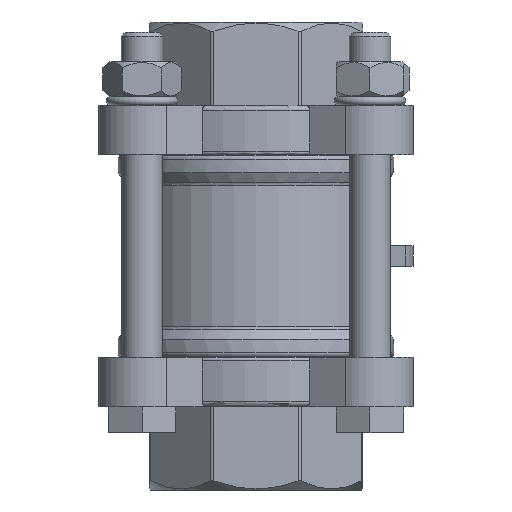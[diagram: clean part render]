
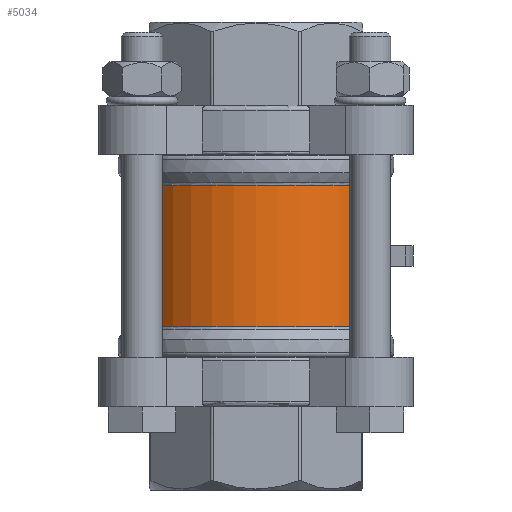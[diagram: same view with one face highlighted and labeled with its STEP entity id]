
A CAD part, front view. The second image highlights one B-rep face of the part: STEP entity #5034.
In plain terms, the highlighted cylindrical face has radius 25.25 mm (diameter 50.5 mm), a partial arc.
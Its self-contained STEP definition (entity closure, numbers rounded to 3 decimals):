
#67=ELLIPSE('',#5383,37.268,25.25);
#68=ELLIPSE('',#5385,37.268,25.25);
#71=ELLIPSE('',#5391,34.33,25.25);
#72=ELLIPSE('',#5393,34.33,25.25);
#75=ELLIPSE('',#5398,37.268,25.25);
#76=ELLIPSE('',#5400,37.268,25.25);
#79=ELLIPSE('',#5407,34.33,25.25);
#80=ELLIPSE('',#5409,34.33,25.25);
#93=CYLINDRICAL_SURFACE('',#5415,25.25);
#204=CIRCLE('',#5414,25.25);
#205=CIRCLE('',#5416,25.25);
#206=CIRCLE('',#5417,25.25);
#207=CIRCLE('',#5418,25.25);
#371=B_SPLINE_CURVE_WITH_KNOTS('',3,(#7570,#7571,#7572,#7573),
 .UNSPECIFIED.,.F.,.F.,(4,4),(0.006,0.017),
 .UNSPECIFIED.);
#372=B_SPLINE_CURVE_WITH_KNOTS('',3,(#7582,#7583,#7584,#7585,#7586),
 .UNSPECIFIED.,.F.,.F.,(4,1,4),(0.029,0.035,0.04),
 .UNSPECIFIED.);
#373=B_SPLINE_CURVE_WITH_KNOTS('',3,(#7595,#7596,#7597,#7598,#7599,#7600,
#7601),.UNSPECIFIED.,.F.,.F.,(4,1,1,1,4),(0.076,0.078,
0.081,0.084,0.087),.UNSPECIFIED.);
#374=B_SPLINE_CURVE_WITH_KNOTS('',3,(#7610,#7611,#7612,#7613,#7614),
 .UNSPECIFIED.,.F.,.F.,(4,1,4),(0.053,0.058,0.063),
 .UNSPECIFIED.);
#770=ORIENTED_EDGE('',*,*,#2176,.T.);
#771=ORIENTED_EDGE('',*,*,#2134,.T.);
#772=ORIENTED_EDGE('',*,*,#2120,.F.);
#773=ORIENTED_EDGE('',*,*,#2145,.T.);
#774=ORIENTED_EDGE('',*,*,#2147,.T.);
#775=ORIENTED_EDGE('',*,*,#2142,.T.);
#776=ORIENTED_EDGE('',*,*,#2124,.F.);
#777=ORIENTED_EDGE('',*,*,#2153,.T.);
#778=ORIENTED_EDGE('',*,*,#2177,.F.);
#779=ORIENTED_EDGE('',*,*,#2156,.T.);
#780=ORIENTED_EDGE('',*,*,#2116,.F.);
#781=ORIENTED_EDGE('',*,*,#2173,.T.);
#782=ORIENTED_EDGE('',*,*,#2169,.T.);
#783=ORIENTED_EDGE('',*,*,#2178,.F.);
#784=ORIENTED_EDGE('',*,*,#2179,.F.);
#785=ORIENTED_EDGE('',*,*,#2180,.T.);
#786=ORIENTED_EDGE('',*,*,#2165,.T.);
#787=ORIENTED_EDGE('',*,*,#2171,.T.);
#788=ORIENTED_EDGE('',*,*,#2112,.F.);
#789=ORIENTED_EDGE('',*,*,#2131,.T.);
#2112=EDGE_CURVE('',#2820,#2821,#371,.T.);
#2116=EDGE_CURVE('',#2824,#2825,#372,.T.);
#2120=EDGE_CURVE('',#2828,#2829,#373,.T.);
#2124=EDGE_CURVE('',#2832,#2833,#374,.T.);
#2131=EDGE_CURVE('',#2820,#2838,#67,.T.);
#2134=EDGE_CURVE('',#2841,#2829,#68,.T.);
#2142=EDGE_CURVE('',#2844,#2833,#71,.T.);
#2145=EDGE_CURVE('',#2828,#2847,#72,.T.);
#2147=EDGE_CURVE('',#2847,#2844,#3335,.T.);
#2153=EDGE_CURVE('',#2832,#2852,#75,.T.);
#2156=EDGE_CURVE('',#2855,#2825,#76,.T.);
#2165=EDGE_CURVE('',#2862,#2861,#3344,.F.);
#2169=EDGE_CURVE('',#2858,#2865,#3348,.F.);
#2171=EDGE_CURVE('',#2861,#2821,#79,.T.);
#2173=EDGE_CURVE('',#2824,#2858,#80,.T.);
#2176=EDGE_CURVE('',#2838,#2841,#204,.T.);
#2177=EDGE_CURVE('',#2855,#2852,#205,.T.);
#2178=EDGE_CURVE('',#2866,#2865,#206,.T.);
#2179=EDGE_CURVE('',#2867,#2866,#3351,.T.);
#2180=EDGE_CURVE('',#2867,#2862,#207,.T.);
#2820=VERTEX_POINT('',#7569);
#2821=VERTEX_POINT('',#7574);
#2824=VERTEX_POINT('',#7581);
#2825=VERTEX_POINT('',#7587);
#2828=VERTEX_POINT('',#7594);
#2829=VERTEX_POINT('',#7602);
#2832=VERTEX_POINT('',#7609);
#2833=VERTEX_POINT('',#7615);
#2838=VERTEX_POINT('',#7630);
#2841=VERTEX_POINT('',#7638);
#2844=VERTEX_POINT('',#7652);
#2847=VERTEX_POINT('',#7660);
#2852=VERTEX_POINT('',#7678);
#2855=VERTEX_POINT('',#7686);
#2858=VERTEX_POINT('',#7700);
#2861=VERTEX_POINT('',#7705);
#2862=VERTEX_POINT('',#7707);
#2865=VERTEX_POINT('',#7713);
#2866=VERTEX_POINT('',#7729);
#2867=VERTEX_POINT('',#7731);
#3335=LINE('',#7664,#3712);
#3344=LINE('',#7706,#3721);
#3348=LINE('',#7714,#3725);
#3351=LINE('',#7730,#3728);
#3712=VECTOR('',#6118,1000.);
#3721=VECTOR('',#6149,1000.);
#3725=VECTOR('',#6153,1000.);
#3728=VECTOR('',#6180,1000.);
#4030=EDGE_LOOP('',(#770,#771,#772,#773,#774,#775,#776,#777,#778,#779,#780,
#781,#782,#783,#784,#785,#786,#787,#788,#789));
#4443=FACE_BOUND('',#4030,.T.);
#5034=ADVANCED_FACE('',(#4443),#93,.T.);
#5383=AXIS2_PLACEMENT_3D('',#7631,#6086,#6087);
#5385=AXIS2_PLACEMENT_3D('',#7637,#6092,#6093);
#5391=AXIS2_PLACEMENT_3D('',#7655,#6107,#6108);
#5393=AXIS2_PLACEMENT_3D('',#7661,#6113,#6114);
#5398=AXIS2_PLACEMENT_3D('',#7679,#6127,#6128);
#5400=AXIS2_PLACEMENT_3D('',#7685,#6133,#6134);
#5407=AXIS2_PLACEMENT_3D('',#7717,#6157,#6158);
#5409=AXIS2_PLACEMENT_3D('',#7720,#6162,#6163);
#5414=AXIS2_PLACEMENT_3D('',#7725,#6172,#6173);
#5415=AXIS2_PLACEMENT_3D('',#7726,#6174,#6175);
#5416=AXIS2_PLACEMENT_3D('',#7727,#6176,#6177);
#5417=AXIS2_PLACEMENT_3D('',#7728,#6178,#6179);
#5418=AXIS2_PLACEMENT_3D('',#7732,#6181,#6182);
#6086=DIRECTION('',(0.736,0.,0.678));
#6087=DIRECTION('',(0.678,0.,-0.736));
#6092=DIRECTION('',(-0.736,0.,0.678));
#6093=DIRECTION('',(-0.678,0.,-0.736));
#6107=DIRECTION('',(-0.678,0.,-0.736));
#6108=DIRECTION('',(0.736,0.,-0.678));
#6113=DIRECTION('',(-0.678,0.,0.736));
#6114=DIRECTION('',(-0.736,0.,-0.678));
#6118=DIRECTION('',(0.,0.,-1.));
#6127=DIRECTION('',(-0.736,0.,-0.678));
#6128=DIRECTION('',(0.678,0.,-0.736));
#6133=DIRECTION('',(0.736,0.,-0.678));
#6134=DIRECTION('',(-0.678,0.,-0.736));
#6149=DIRECTION('',(0.,0.,-1.));
#6153=DIRECTION('',(0.,0.,-1.));
#6157=DIRECTION('',(0.678,0.,0.736));
#6158=DIRECTION('',(0.736,0.,-0.678));
#6162=DIRECTION('',(0.678,0.,-0.736));
#6163=DIRECTION('',(-0.736,0.,-0.678));
#6172=DIRECTION('',(0.,0.,-1.));
#6173=DIRECTION('',(-1.,0.,0.));
#6174=DIRECTION('',(0.,0.,-1.));
#6175=DIRECTION('',(-1.,0.,0.));
#6176=DIRECTION('',(0.,0.,-1.));
#6177=DIRECTION('',(-1.,0.,0.));
#6178=DIRECTION('',(0.,0.,1.));
#6179=DIRECTION('',(1.,0.,0.));
#6180=DIRECTION('',(0.,0.,-1.));
#6181=DIRECTION('',(0.,0.,1.));
#6182=DIRECTION('',(1.,0.,0.));
#7569=CARTESIAN_POINT('',(6.,24.527,13.2));
#7570=CARTESIAN_POINT('',(6.,24.527,13.2));
#7571=CARTESIAN_POINT('',(9.202,23.743,11.745));
#7572=CARTESIAN_POINT('',(11.761,22.408,9.167));
#7573=CARTESIAN_POINT('',(13.2,21.525,6.));
#7574=CARTESIAN_POINT('',(13.2,21.525,6.));
#7581=CARTESIAN_POINT('',(13.2,21.525,-6.));
#7582=CARTESIAN_POINT('',(13.2,21.525,-6.));
#7583=CARTESIAN_POINT('',(12.477,21.968,-7.592));
#7584=CARTESIAN_POINT('',(10.476,23.094,-10.465));
#7585=CARTESIAN_POINT('',(7.601,24.135,-12.473));
#7586=CARTESIAN_POINT('',(6.,24.527,-13.2));
#7587=CARTESIAN_POINT('',(6.,24.527,-13.2));
#7594=CARTESIAN_POINT('',(-13.2,21.525,6.));
#7595=CARTESIAN_POINT('',(-13.2,21.525,6.));
#7596=CARTESIAN_POINT('',(-12.838,21.747,6.796));
#7597=CARTESIAN_POINT('',(-11.967,22.255,8.323));
#7598=CARTESIAN_POINT('',(-10.317,23.076,10.298));
#7599=CARTESIAN_POINT('',(-8.308,23.88,11.978));
#7600=CARTESIAN_POINT('',(-6.803,24.33,12.835));
#7601=CARTESIAN_POINT('',(-6.,24.527,13.2));
#7602=CARTESIAN_POINT('',(-6.,24.527,13.2));
#7609=CARTESIAN_POINT('',(-6.,24.527,-13.2));
#7610=CARTESIAN_POINT('',(-6.,24.527,-13.2));
#7611=CARTESIAN_POINT('',(-7.601,24.135,-12.473));
#7612=CARTESIAN_POINT('',(-10.49,23.087,-10.452));
#7613=CARTESIAN_POINT('',(-12.479,21.967,-7.586));
#7614=CARTESIAN_POINT('',(-13.2,21.525,-6.));
#7615=CARTESIAN_POINT('',(-13.2,21.525,-6.));
#7630=CARTESIAN_POINT('',(5.662,24.607,13.567));
#7631=CARTESIAN_POINT('',(0.,0.,19.714));
#7637=CARTESIAN_POINT('',(0.,0.,19.714));
#7638=CARTESIAN_POINT('',(-5.662,24.607,13.567));
#7652=CARTESIAN_POINT('',(-17.,18.67,-2.5));
#7655=CARTESIAN_POINT('',(0.,0.,-18.16));
#7660=CARTESIAN_POINT('',(-17.,18.67,2.5));
#7661=CARTESIAN_POINT('',(0.,0.,18.16));
#7664=CARTESIAN_POINT('',(-17.,18.67,-45.));
#7678=CARTESIAN_POINT('',(-5.662,24.607,-13.567));
#7679=CARTESIAN_POINT('',(0.,0.,-19.714));
#7685=CARTESIAN_POINT('',(0.,0.,-19.714));
#7686=CARTESIAN_POINT('',(5.662,24.607,-13.567));
#7700=CARTESIAN_POINT('',(17.,18.67,-2.5));
#7705=CARTESIAN_POINT('',(17.,18.67,2.5));
#7706=CARTESIAN_POINT('',(17.,18.67,-45.));
#7707=CARTESIAN_POINT('',(17.,18.67,2.));
#7713=CARTESIAN_POINT('',(17.,18.67,-2.));
#7714=CARTESIAN_POINT('',(17.,18.67,-45.));
#7717=CARTESIAN_POINT('',(0.,0.,18.16));
#7720=CARTESIAN_POINT('',(0.,0.,-18.16));
#7725=CARTESIAN_POINT('',(0.,0.,13.567));
#7726=CARTESIAN_POINT('',(0.,0.,-45.));
#7727=CARTESIAN_POINT('',(0.,0.,-13.567));
#7728=CARTESIAN_POINT('',(0.,0.,-2.));
#7729=CARTESIAN_POINT('',(23.44,9.389,-2.));
#7730=CARTESIAN_POINT('',(23.44,9.389,-45.));
#7731=CARTESIAN_POINT('',(23.44,9.389,2.));
#7732=CARTESIAN_POINT('',(0.,0.,2.));
